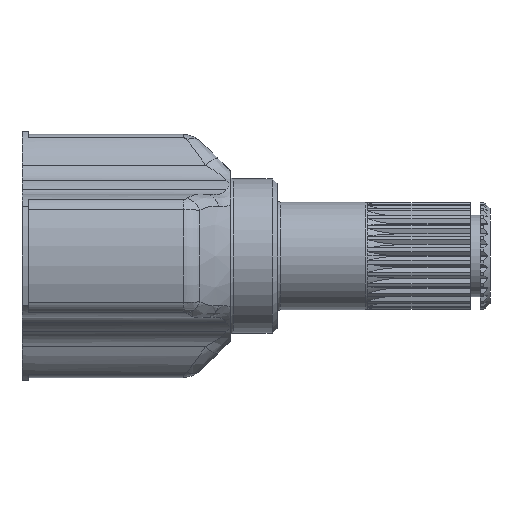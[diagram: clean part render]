
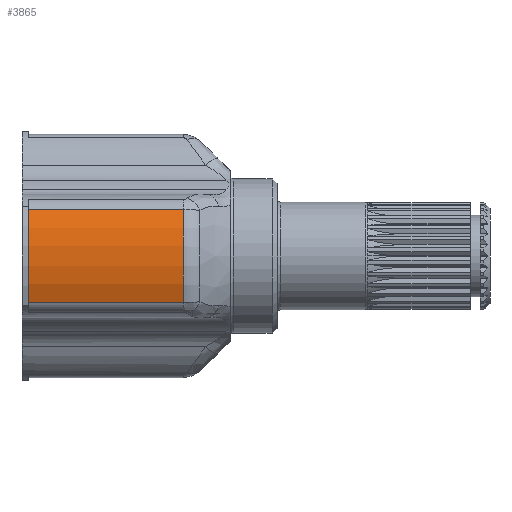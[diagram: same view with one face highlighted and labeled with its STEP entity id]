
A CAD part, front view. The second image highlights one B-rep face of the part: STEP entity #3865.
In plain terms, the highlighted cylindrical face has radius 31.75 mm (diameter 63.5 mm), a partial arc.
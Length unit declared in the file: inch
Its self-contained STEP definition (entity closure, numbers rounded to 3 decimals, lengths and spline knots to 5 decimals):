
#414 = FACE_OUTER_BOUND ( 'NONE', #2798, .T. ) ;
#423 = CYLINDRICAL_SURFACE ( 'NONE', #14575, 1.25 ) ;
#1850 = VERTEX_POINT ( 'NONE', #15298 ) ;
#1855 = VERTEX_POINT ( 'NONE', #15303 ) ;
#2798 = EDGE_LOOP ( 'NONE', ( #4367, #4368, #4369, #4370 ) ) ;
#3099 = AXIS2_PLACEMENT_3D ( 'NONE', #6285, #6286, #6287 ) ;
#3102 = AXIS2_PLACEMENT_3D ( 'NONE', #6321, #6322, #6323 ) ;
#3865 = ADVANCED_FACE ( 'NONE', ( #414 ), #423, .T. ) ;
#4255 = VERTEX_POINT ( 'NONE', #15581 ) ;
#4258 = VERTEX_POINT ( 'NONE', #15584 ) ;
#4367 = ORIENTED_EDGE ( 'NONE', *, *, #14911, .F. ) ;
#4368 = ORIENTED_EDGE ( 'NONE', *, *, #14912, .T. ) ;
#4369 = ORIENTED_EDGE ( 'NONE', *, *, #14902, .T. ) ;
#4370 = ORIENTED_EDGE ( 'NONE', *, *, #14913, .T. ) ;
#6285 = CARTESIAN_POINT ( 'NONE',  ( 1.645, 0., 0. ) ) ;
#6286 = DIRECTION ( 'NONE',  ( -1., 0., 0. ) ) ;
#6287 = DIRECTION ( 'NONE',  ( 0., 0., 1. ) ) ;
#6316 = DIRECTION ( 'NONE',  ( 1., 0., 0. ) ) ;
#6320 = CARTESIAN_POINT ( 'NONE',  ( 0., -1.15604, -0.47547 ) ) ;
#6321 = CARTESIAN_POINT ( 'NONE',  ( 0.0625, 0., 0. ) ) ;
#6322 = DIRECTION ( 'NONE',  ( -1., 0., 0. ) ) ;
#6323 = DIRECTION ( 'NONE',  ( 0., 0., 1. ) ) ;
#6324 = CARTESIAN_POINT ( 'NONE',  ( 0., -1.15604, 0.47547 ) ) ;
#6325 = DIRECTION ( 'NONE',  ( -1., 0., 0. ) ) ;
#9182 = LINE ( 'NONE', #6320, #9197 ) ;
#9184 = CIRCLE ( 'NONE', #3099, 1.25 ) ;
#9193 = CIRCLE ( 'NONE', #3102, 1.25 ) ;
#9196 = LINE ( 'NONE', #6324, #9199 ) ;
#9197 = VECTOR ( 'NONE', #6316, 39.37008 ) ;
#9199 = VECTOR ( 'NONE', #6325, 39.37008 ) ;
#9641 = DIRECTION ( 'NONE',  ( 0., 0., 1. ) ) ;
#9643 = DIRECTION ( 'NONE',  ( -1., 0., 0. ) ) ;
#9645 = CARTESIAN_POINT ( 'NONE',  ( 0., 0., 0. ) ) ;
#14575 = AXIS2_PLACEMENT_3D ( 'NONE', #9645, #9643, #9641 ) ;
#14902 = EDGE_CURVE ( 'NONE', #1850, #1855, #9184, .T. ) ;
#14911 = EDGE_CURVE ( 'NONE', #4255, #4258, #9193, .T. ) ;
#14912 = EDGE_CURVE ( 'NONE', #4255, #1850, #9182, .T. ) ;
#14913 = EDGE_CURVE ( 'NONE', #1855, #4258, #9196, .T. ) ;
#15298 = CARTESIAN_POINT ( 'NONE',  ( 1.645, -1.15604, -0.47547 ) ) ;
#15303 = CARTESIAN_POINT ( 'NONE',  ( 1.645, -1.15604, 0.47547 ) ) ;
#15581 = CARTESIAN_POINT ( 'NONE',  ( 0.0625, -1.15604, -0.47547 ) ) ;
#15584 = CARTESIAN_POINT ( 'NONE',  ( 0.0625, -1.15604, 0.47547 ) ) ;
